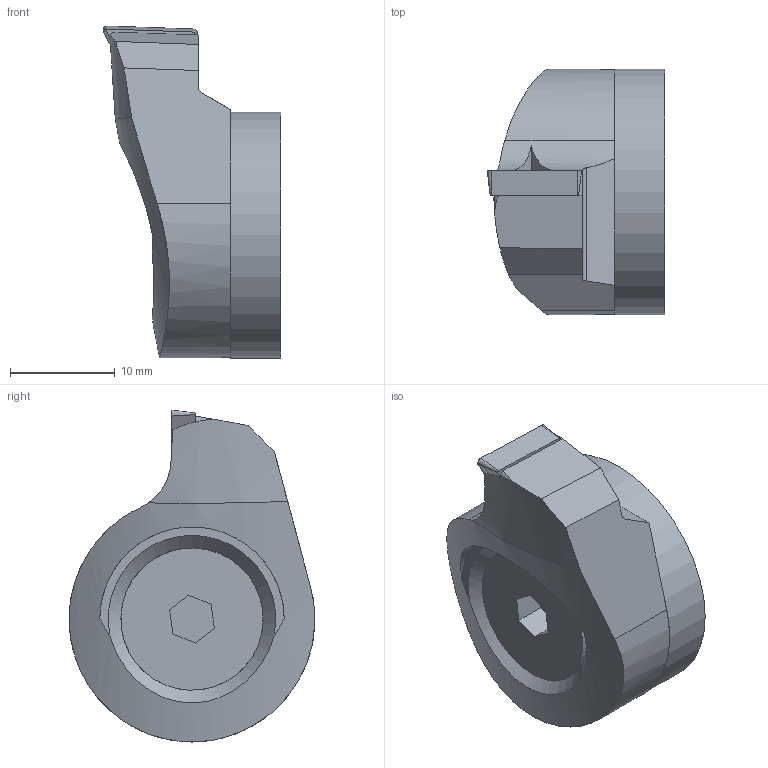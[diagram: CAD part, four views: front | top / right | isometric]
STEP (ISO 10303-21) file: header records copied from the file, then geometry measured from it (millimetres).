
FILE_DESCRIPTION(/* description */ (''),/* implementation_level */ '2;1');
FILE_NAME(/* name */ '1552655439340.stp',/* time_stamp */ '2019-03-15T14:10:54+01:00',/* author */ (''),/* organization */ ('SMS'),/* preprocessor_version */ 'ST-DEVELOPER v15',/* originating_system */ 'SIEMENS PLM Software NX 8.5',/* authorisation */ '');
FILE_SCHEMA (('AUTOMOTIVE_DESIGN { 1 0 10303 214 3 1 1 1 }'));
Length unit declared in the file: millimetre
Products named in the file (7): ASSEMBLY_CONSTRUCTION; IsoTurningInsert; 202059234mod000_00; 111164776mod000_01; 202059537mod000_00; 202153561mod000_00
Assembly tree (6 placements, depth 3):
  202153561mod000_00
    111164776mod000_01
    202059537mod000_00
      202059234mod000_00
      IsoTurningInsert
      ASSEMBLY_CONSTRUCTION
    ASSEMBLY_CONSTRUCTION
Bounding box: 17 x 23.5 x 31.75 mm (x, y, z)
Volume: 6006.4 mm3; surface area: 3265.2 mm2
Topology: 3 solids, 3 shells, 53 faces, 132 edges, 98 vertices
Faces by surface type: plane 31, cylinder 11, cone 7, torus 4
Full cylindrical faces by diameter (mm): 2.5 x2, 13.6 x1, 23.5 x1
Entity records: 1838 total; most frequent: CARTESIAN_POINT 356, DIRECTION 287, ORIENTED_EDGE 226, AXIS2_PLACEMENT_3D 114, EDGE_CURVE 113, VERTEX_POINT 80, EDGE_LOOP 69, LINE 59
